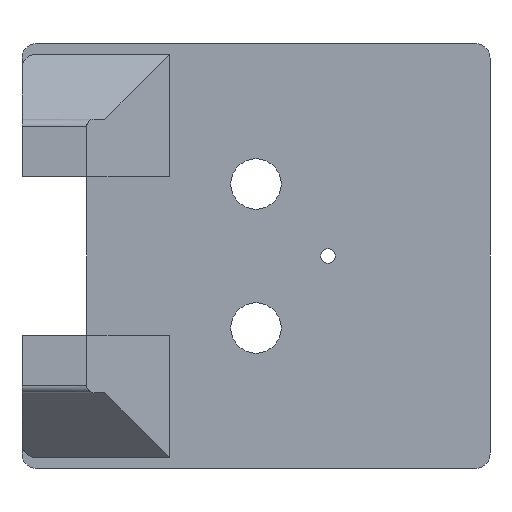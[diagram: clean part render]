
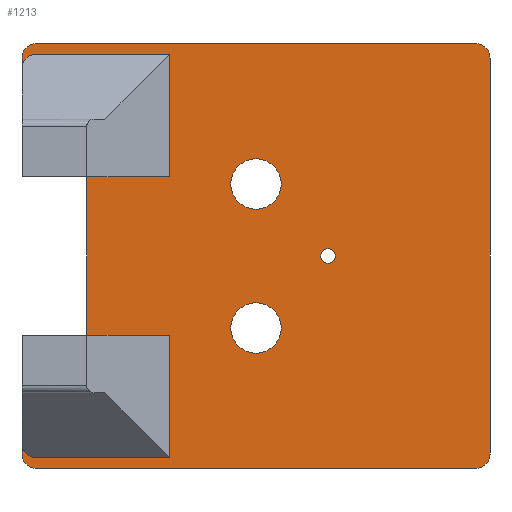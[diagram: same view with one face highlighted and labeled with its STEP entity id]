
A CAD part, front view. The second image highlights one B-rep face of the part: STEP entity #1213.
In plain terms, the highlighted planar face has unit normal (0, -1, 0).
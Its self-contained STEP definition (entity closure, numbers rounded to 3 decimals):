
#33=FACE_BOUND('',#192,.T.);
#34=FACE_BOUND('',#193,.T.);
#35=FACE_BOUND('',#194,.T.);
#58=PLANE('',#1348);
#115=FACE_OUTER_BOUND('',#191,.T.);
#191=EDGE_LOOP('',(#1004,#1005,#1006,#1007,#1008,#1009,#1010,#1011,#1012,
#1013,#1014,#1015,#1016,#1017,#1018,#1019,#1020,#1021));
#192=EDGE_LOOP('',(#1022));
#193=EDGE_LOOP('',(#1023));
#194=EDGE_LOOP('',(#1024));
#264=LINE('',#1903,#378);
#278=LINE('',#1948,#392);
#291=LINE('',#1990,#405);
#292=LINE('',#1993,#406);
#293=LINE('',#1995,#407);
#294=LINE('',#1997,#408);
#295=LINE('',#1999,#409);
#296=LINE('',#2001,#410);
#297=LINE('',#2002,#411);
#298=LINE('',#2003,#412);
#299=LINE('',#2004,#413);
#300=LINE('',#2005,#414);
#378=VECTOR('',#1551,10.);
#392=VECTOR('',#1595,10.);
#405=VECTOR('',#1636,10.);
#406=VECTOR('',#1639,10.);
#407=VECTOR('',#1640,10.);
#408=VECTOR('',#1641,10.);
#409=VECTOR('',#1642,10.);
#410=VECTOR('',#1643,10.);
#411=VECTOR('',#1644,10.);
#412=VECTOR('',#1645,10.);
#413=VECTOR('',#1646,10.);
#414=VECTOR('',#1647,10.);
#481=CIRCLE('',#1320,2.);
#483=CIRCLE('',#1323,2.);
#489=CIRCLE('',#1335,2.);
#491=CIRCLE('',#1338,2.);
#493=CIRCLE('',#1342,2.);
#494=CIRCLE('',#1345,2.);
#495=CIRCLE('',#1349,3.5);
#496=CIRCLE('',#1350,1.);
#497=CIRCLE('',#1351,3.5);
#557=VERTEX_POINT('',#1901);
#558=VERTEX_POINT('',#1902);
#561=VERTEX_POINT('',#1910);
#563=VERTEX_POINT('',#1916);
#573=VERTEX_POINT('',#1946);
#574=VERTEX_POINT('',#1947);
#577=VERTEX_POINT('',#1955);
#579=VERTEX_POINT('',#1961);
#581=VERTEX_POINT('',#1970);
#582=VERTEX_POINT('',#1971);
#584=VERTEX_POINT('',#1977);
#585=VERTEX_POINT('',#1978);
#589=VERTEX_POINT('',#1988);
#590=VERTEX_POINT('',#1992);
#591=VERTEX_POINT('',#1994);
#592=VERTEX_POINT('',#1996);
#593=VERTEX_POINT('',#1998);
#594=VERTEX_POINT('',#2000);
#595=VERTEX_POINT('',#2006);
#596=VERTEX_POINT('',#2008);
#597=VERTEX_POINT('',#2010);
#698=EDGE_CURVE('',#557,#558,#264,.T.);
#702=EDGE_CURVE('',#558,#561,#481,.T.);
#705=EDGE_CURVE('',#563,#557,#483,.T.);
#720=EDGE_CURVE('',#573,#574,#278,.T.);
#724=EDGE_CURVE('',#574,#577,#489,.T.);
#727=EDGE_CURVE('',#579,#573,#491,.T.);
#732=EDGE_CURVE('',#581,#582,#493,.T.);
#735=EDGE_CURVE('',#584,#585,#494,.T.);
#741=EDGE_CURVE('',#589,#581,#291,.T.);
#742=EDGE_CURVE('',#590,#589,#292,.T.);
#743=EDGE_CURVE('',#590,#591,#293,.T.);
#744=EDGE_CURVE('',#591,#592,#294,.T.);
#745=EDGE_CURVE('',#592,#593,#295,.T.);
#746=EDGE_CURVE('',#594,#593,#296,.T.);
#747=EDGE_CURVE('',#585,#594,#297,.T.);
#748=EDGE_CURVE('',#584,#579,#298,.T.);
#749=EDGE_CURVE('',#577,#563,#299,.T.);
#750=EDGE_CURVE('',#561,#582,#300,.T.);
#751=EDGE_CURVE('',#595,#595,#495,.T.);
#752=EDGE_CURVE('',#596,#596,#496,.T.);
#753=EDGE_CURVE('',#597,#597,#497,.T.);
#1004=ORIENTED_EDGE('',*,*,#742,.F.);
#1005=ORIENTED_EDGE('',*,*,#743,.T.);
#1006=ORIENTED_EDGE('',*,*,#744,.T.);
#1007=ORIENTED_EDGE('',*,*,#745,.T.);
#1008=ORIENTED_EDGE('',*,*,#746,.F.);
#1009=ORIENTED_EDGE('',*,*,#747,.F.);
#1010=ORIENTED_EDGE('',*,*,#735,.F.);
#1011=ORIENTED_EDGE('',*,*,#748,.T.);
#1012=ORIENTED_EDGE('',*,*,#727,.T.);
#1013=ORIENTED_EDGE('',*,*,#720,.T.);
#1014=ORIENTED_EDGE('',*,*,#724,.T.);
#1015=ORIENTED_EDGE('',*,*,#749,.T.);
#1016=ORIENTED_EDGE('',*,*,#705,.T.);
#1017=ORIENTED_EDGE('',*,*,#698,.T.);
#1018=ORIENTED_EDGE('',*,*,#702,.T.);
#1019=ORIENTED_EDGE('',*,*,#750,.T.);
#1020=ORIENTED_EDGE('',*,*,#732,.F.);
#1021=ORIENTED_EDGE('',*,*,#741,.F.);
#1022=ORIENTED_EDGE('',*,*,#751,.T.);
#1023=ORIENTED_EDGE('',*,*,#752,.T.);
#1024=ORIENTED_EDGE('',*,*,#753,.T.);
#1213=ADVANCED_FACE('',(#115,#33,#34,#35),#58,.F.);
#1320=AXIS2_PLACEMENT_3D('',#1911,#1557,#1558);
#1323=AXIS2_PLACEMENT_3D('',#1917,#1564,#1565);
#1335=AXIS2_PLACEMENT_3D('',#1956,#1601,#1602);
#1338=AXIS2_PLACEMENT_3D('',#1962,#1608,#1609);
#1342=AXIS2_PLACEMENT_3D('',#1972,#1619,#1620);
#1345=AXIS2_PLACEMENT_3D('',#1979,#1626,#1627);
#1348=AXIS2_PLACEMENT_3D('',#1991,#1637,#1638);
#1349=AXIS2_PLACEMENT_3D('',#2007,#1648,#1649);
#1350=AXIS2_PLACEMENT_3D('',#2009,#1650,#1651);
#1351=AXIS2_PLACEMENT_3D('',#2011,#1652,#1653);
#1551=DIRECTION('',(-1.,0.,0.));
#1557=DIRECTION('center_axis',(0.,-1.,0.));
#1558=DIRECTION('ref_axis',(0.,0.,1.));
#1564=DIRECTION('center_axis',(0.,-1.,0.));
#1565=DIRECTION('ref_axis',(1.,0.,0.));
#1595=DIRECTION('',(1.,0.,0.));
#1601=DIRECTION('center_axis',(0.,-1.,0.));
#1602=DIRECTION('ref_axis',(0.,0.,-1.));
#1608=DIRECTION('center_axis',(0.,-1.,0.));
#1609=DIRECTION('ref_axis',(-1.,0.,0.));
#1619=DIRECTION('center_axis',(0.,-1.,0.));
#1620=DIRECTION('ref_axis',(-0.707,0.,0.707));
#1626=DIRECTION('center_axis',(0.,-1.,0.));
#1627=DIRECTION('ref_axis',(-0.707,0.,-0.707));
#1636=DIRECTION('',(-1.,0.,0.));
#1637=DIRECTION('center_axis',(0.,1.,0.));
#1638=DIRECTION('ref_axis',(0.,0.,1.));
#1639=DIRECTION('',(0.,0.,1.));
#1640=DIRECTION('',(-1.,0.,0.));
#1641=DIRECTION('',(0.,0.,-1.));
#1642=DIRECTION('',(1.,0.,0.));
#1643=DIRECTION('',(0.,0.,1.));
#1644=DIRECTION('',(1.,0.,0.));
#1645=DIRECTION('',(0.,0.,-1.));
#1646=DIRECTION('',(0.,0.,1.));
#1647=DIRECTION('',(0.,0.,-1.));
#1648=DIRECTION('center_axis',(0.,1.,0.));
#1649=DIRECTION('ref_axis',(1.,0.,0.));
#1650=DIRECTION('center_axis',(0.,1.,0.));
#1651=DIRECTION('ref_axis',(1.,0.,0.));
#1652=DIRECTION('center_axis',(0.,1.,0.));
#1653=DIRECTION('ref_axis',(1.,0.,0.));
#1901=CARTESIAN_POINT('',(30.5,-1.5,29.5));
#1902=CARTESIAN_POINT('',(-30.5,-1.5,29.5));
#1903=CARTESIAN_POINT('',(30.5,-1.5,29.5));
#1910=CARTESIAN_POINT('',(-32.5,-1.5,27.5));
#1911=CARTESIAN_POINT('Origin',(-30.5,-1.5,27.5));
#1916=CARTESIAN_POINT('',(32.5,-1.5,27.5));
#1917=CARTESIAN_POINT('Origin',(30.5,-1.5,27.5));
#1946=CARTESIAN_POINT('',(-30.5,-1.5,-29.5));
#1947=CARTESIAN_POINT('',(30.5,-1.5,-29.5));
#1948=CARTESIAN_POINT('',(-30.5,-1.5,-29.5));
#1955=CARTESIAN_POINT('',(32.5,-1.5,-27.5));
#1956=CARTESIAN_POINT('Origin',(30.5,-1.5,-27.5));
#1961=CARTESIAN_POINT('',(-32.5,-1.5,-27.5));
#1962=CARTESIAN_POINT('Origin',(-30.5,-1.5,-27.5));
#1970=CARTESIAN_POINT('',(-30.5,-1.5,28.));
#1971=CARTESIAN_POINT('',(-32.5,-1.5,26.));
#1972=CARTESIAN_POINT('Origin',(-30.5,-1.5,26.));
#1977=CARTESIAN_POINT('',(-32.5,-1.5,-26.));
#1978=CARTESIAN_POINT('',(-30.5,-1.5,-28.));
#1979=CARTESIAN_POINT('Origin',(-30.5,-1.5,-26.));
#1988=CARTESIAN_POINT('',(-12.,-1.5,28.));
#1990=CARTESIAN_POINT('',(-32.5,-1.5,28.));
#1991=CARTESIAN_POINT('Origin',(0.,-1.5,0.));
#1992=CARTESIAN_POINT('',(-12.,-1.5,11.));
#1993=CARTESIAN_POINT('',(-12.,-1.5,5.5));
#1994=CARTESIAN_POINT('',(-23.5,-1.5,11.));
#1995=CARTESIAN_POINT('',(-16.25,-1.5,11.));
#1996=CARTESIAN_POINT('',(-23.5,-1.5,-11.));
#1997=CARTESIAN_POINT('',(-23.5,-1.5,-11.));
#1998=CARTESIAN_POINT('',(-12.,-1.5,-11.));
#1999=CARTESIAN_POINT('',(-11.75,-1.5,-11.));
#2000=CARTESIAN_POINT('',(-12.,-1.5,-28.));
#2001=CARTESIAN_POINT('',(-12.,-1.5,-9.5));
#2002=CARTESIAN_POINT('',(32.5,-1.5,-28.));
#2003=CARTESIAN_POINT('',(-32.5,-1.5,-26.));
#2004=CARTESIAN_POINT('',(32.5,-1.5,28.));
#2005=CARTESIAN_POINT('',(-32.5,-1.5,27.5));
#2006=CARTESIAN_POINT('',(-3.5,-1.5,-10.));
#2007=CARTESIAN_POINT('Origin',(0.,-1.5,-10.));
#2008=CARTESIAN_POINT('',(9.,-1.5,0.));
#2009=CARTESIAN_POINT('Origin',(10.,-1.5,0.));
#2010=CARTESIAN_POINT('',(-3.5,-1.5,10.));
#2011=CARTESIAN_POINT('Origin',(0.,-1.5,10.));
